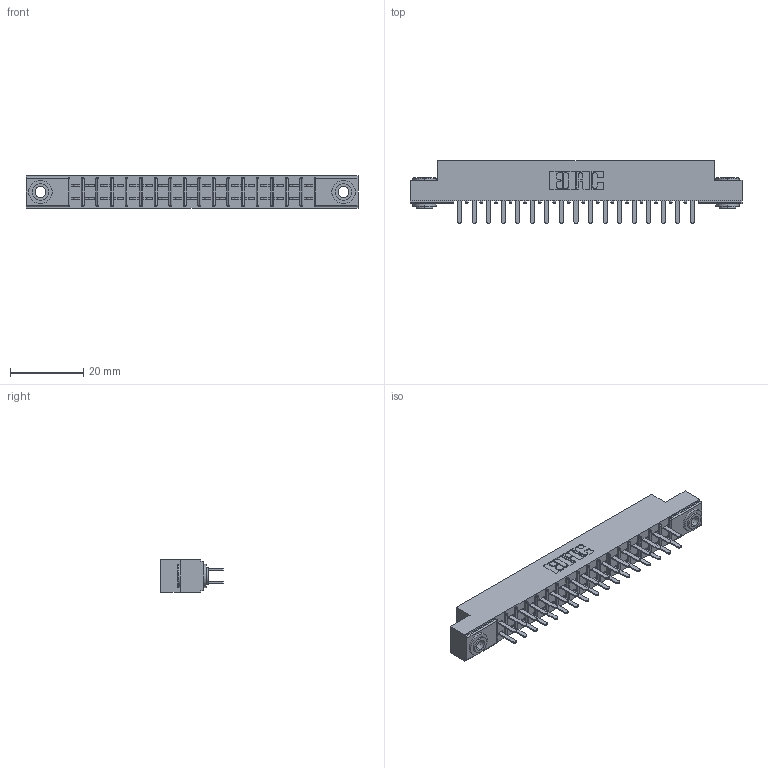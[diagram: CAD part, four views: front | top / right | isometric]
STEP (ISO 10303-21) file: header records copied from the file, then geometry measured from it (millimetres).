
FILE_DESCRIPTION (( 'STEP AP203' ), '1' );
FILE_NAME ('315-034-520-203.STEP', '2019-09-10T15:51:34', ( '' ), ( '' ), 'SwSTEP 2.0', 'SolidWorks 2016', '' );
FILE_SCHEMA (( 'CONFIG_CONTROL_DESIGN' ));
Length unit declared in the file: inch
Products named in the file (4): 305-290-001_520; 315-034-520-203; 345-250-002_345-250-002-102; 305 Part_.156 Dia
Assembly tree (37 placements, depth 2):
  315-034-520-203
    305 Part_.156 Dia
    305-290-001_520  x34
    345-250-002_345-250-002-102  x2
Bounding box: 90.37 x 17.09 x 8.71 mm (x, y, z)
Volume: 5678 mm3; surface area: 10690.4 mm2
Topology: 37 solids, 37 shells, 1732 faces, 4899 edges, 3170 vertices
Faces by surface type: plane 1010, cylinder 646, sphere 68, cone 8
Entity records: 22395 total; most frequent: CARTESIAN_POINT 3686, ORIENTED_EDGE 3646, DIRECTION 3601, EDGE_CURVE 1823, VECTOR 1439, LINE 1439, VERTEX_POINT 1166, AXIS2_PLACEMENT_3D 1081
